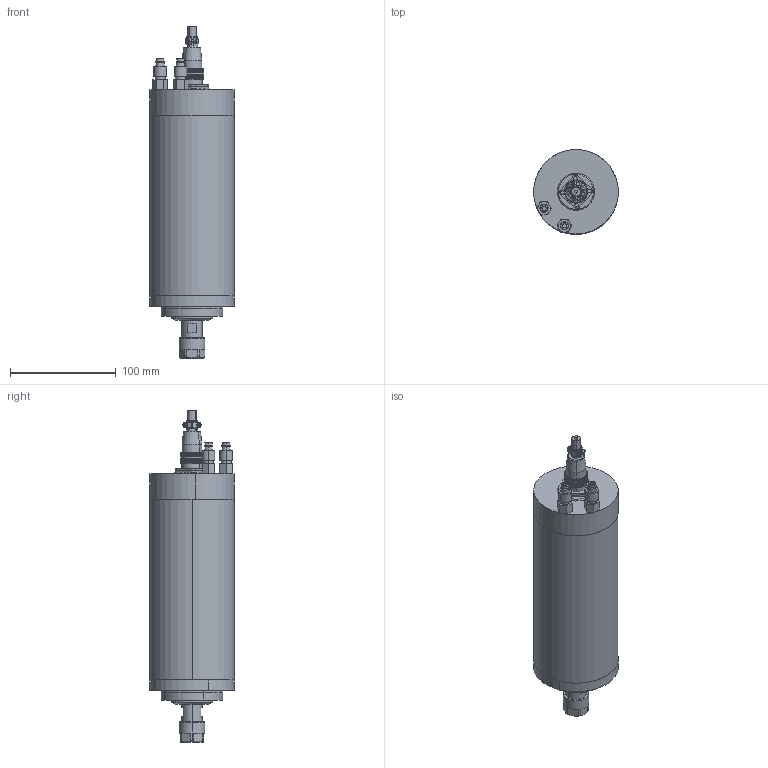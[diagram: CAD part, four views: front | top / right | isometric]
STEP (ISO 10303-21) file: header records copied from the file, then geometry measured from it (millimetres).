
FILE_DESCRIPTION (( 'STEP AP203' ), '1' );
FILE_NAME ('GDZ-17B.STEP', '2024-08-03T08:19:22', ( '00' ), ( '' ), 'SwSTEP 2.0', 'SolidWorks 2018', '' );
FILE_SCHEMA (( 'CONFIG_CONTROL_DESIGN' ));
Length unit declared in the file: millimetre
Products named in the file (13): GDZ17ヶ裔; GDZ17ヶ蹟譫; GDZ-17B; H17-4脣釱; H17-4脣芛; GDZ17B; GDZ17B粣芛; H17-4瑤脣; GDZ17阨郲; ER16粟俶芠標; ER16蹟簽; GDZ17B粣創釱; GDZ17堤盄釱_1
Assembly tree (13 placements, depth 3):
  GDZ-17B
    GDZ17B
    ER16粟俶芠標
    ER16蹟簽
    GDZ17B粣創釱
    GDZ17B粣芛
    GDZ17堤盄釱_1
    GDZ17ヶ裔
    GDZ17ヶ蹟譫
    GDZ17阨郲  x2
    H17-4瑤脣
      H17-4脣釱
      H17-4脣芛
Bounding box: 80 x 80 x 313.9 mm (x, y, z)
Volume: 1085583.5 mm3; surface area: 115600.1 mm2
Topology: 14 solids, 14 shells, 1072 faces, 2843 edges, 1831 vertices
Faces by surface type: cylinder 484, plane 466, cone 78, bspline 36, torus 8
Entity records: 36666 total; most frequent: CARTESIAN_POINT 9669, ORIENTED_EDGE 5498, DIRECTION 5252, EDGE_CURVE 2749, AXIS2_PLACEMENT_3D 2063, VERTEX_POINT 1799, EDGE_LOOP 1152, VECTOR 1126
